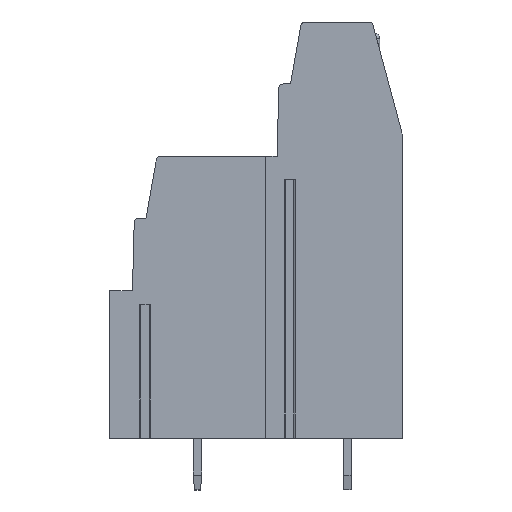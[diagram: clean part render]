
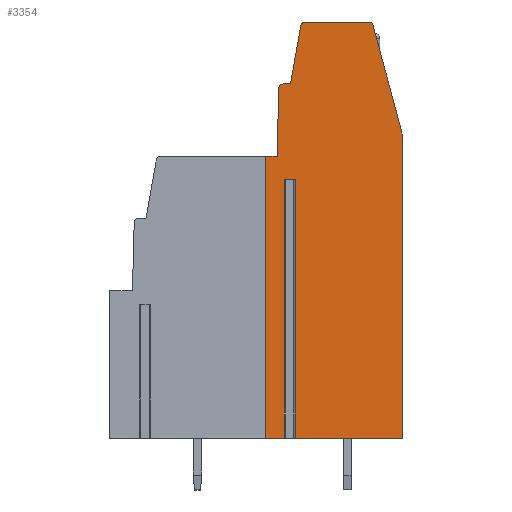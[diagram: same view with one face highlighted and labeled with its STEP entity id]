
A CAD part, top view. The second image highlights one B-rep face of the part: STEP entity #3354.
In plain terms, the highlighted planar face has unit normal (0, 0, 1).
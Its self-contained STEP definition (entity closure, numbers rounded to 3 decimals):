
#40=DIRECTION('',(-1.,0.,0.));
#41=VECTOR('',#40,0.743);
#42=CARTESIAN_POINT('',(1.908,2.65,7.62));
#43=LINE('',#42,#41);
#44=DIRECTION('',(0.,-1.,0.));
#45=VECTOR('',#44,17.55);
#46=CARTESIAN_POINT('',(1.165,2.65,7.62));
#47=LINE('',#46,#45);
#48=DIRECTION('',(1.,0.,0.));
#49=VECTOR('',#48,1.228);
#50=CARTESIAN_POINT('',(-0.063,-14.9,7.62));
#51=LINE('',#50,#49);
#52=DIRECTION('',(-1.,0.,0.));
#53=VECTOR('',#52,0.75);
#54=CARTESIAN_POINT('',(0.687,4.2,7.62));
#55=LINE('',#54,#53);
#56=DIRECTION('',(-0.026,-1.,0.));
#57=VECTOR('',#56,4.609);
#58=CARTESIAN_POINT('',(0.808,8.808,7.62));
#59=LINE('',#58,#57);
#60=CARTESIAN_POINT('',(1.108,8.8,7.62));
#61=DIRECTION('',(0.,0.,1.));
#62=DIRECTION('',(0.,1.,0.));
#63=AXIS2_PLACEMENT_3D('',#60,#61,#62);
#65=DIRECTION('',(-1.,0.,0.));
#66=VECTOR('',#65,0.497);
#67=CARTESIAN_POINT('',(1.605,9.1,7.62));
#68=LINE('',#67,#66);
#69=DIRECTION('',(-0.174,-0.985,0.));
#70=VECTOR('',#69,4.013);
#71=CARTESIAN_POINT('',(2.301,13.052,7.62));
#72=LINE('',#71,#70);
#73=CARTESIAN_POINT('',(2.597,13.,7.62));
#74=DIRECTION('',(0.,0.,1.));
#75=DIRECTION('',(0.,1.,0.));
#76=AXIS2_PLACEMENT_3D('',#73,#74,#75);
#78=DIRECTION('',(-1.,0.,0.));
#79=VECTOR('',#78,4.31);
#80=CARTESIAN_POINT('',(6.907,13.3,7.62));
#81=LINE('',#80,#79);
#82=CARTESIAN_POINT('',(6.907,13.,7.62));
#83=DIRECTION('',(0.,0.,1.));
#84=DIRECTION('',(0.966,0.259,0.));
#85=AXIS2_PLACEMENT_3D('',#82,#83,#84);
#87=CARTESIAN_POINT('',(8.187,5.518,7.62));
#88=DIRECTION('',(0.,0.,1.));
#89=DIRECTION('',(1.,0.,0.));
#90=AXIS2_PLACEMENT_3D('',#87,#88,#89);
#92=DIRECTION('',(0.,1.,0.));
#93=VECTOR('',#92,20.418);
#94=CARTESIAN_POINT('',(9.187,-14.9,7.62));
#95=LINE('',#94,#93);
#96=DIRECTION('',(1.,0.,0.));
#97=VECTOR('',#96,7.279);
#98=CARTESIAN_POINT('',(1.908,-14.9,7.62));
#99=LINE('',#98,#97);
#100=DIRECTION('',(0.,-1.,0.));
#101=VECTOR('',#100,17.55);
#102=CARTESIAN_POINT('',(1.908,2.65,7.62));
#103=LINE('',#102,#101);
#659=DIRECTION('',(-0.259,0.966,0.));
#660=VECTOR('',#659,7.558);
#661=CARTESIAN_POINT('',(9.153,5.777,7.62));
#662=LINE('',#661,#660);
#1416=DIRECTION('',(0.,-1.,0.));
#1417=VECTOR('',#1416,19.1);
#1418=CARTESIAN_POINT('',(-0.063,4.2,7.62));
#1419=LINE('',#1418,#1417);
#2609=CARTESIAN_POINT('',(9.187,-14.9,7.62));
#2610=CARTESIAN_POINT('',(9.187,5.518,7.62));
#2611=VERTEX_POINT('',#2609);
#2612=VERTEX_POINT('',#2610);
#2613=CARTESIAN_POINT('',(9.153,5.777,7.62));
#2614=VERTEX_POINT('',#2613);
#2615=CARTESIAN_POINT('',(7.197,13.078,7.62));
#2616=CARTESIAN_POINT('',(6.907,13.3,7.62));
#2617=VERTEX_POINT('',#2615);
#2618=VERTEX_POINT('',#2616);
#2619=CARTESIAN_POINT('',(2.597,13.3,7.62));
#2620=VERTEX_POINT('',#2619);
#2621=CARTESIAN_POINT('',(2.301,13.052,7.62));
#2622=VERTEX_POINT('',#2621);
#2623=CARTESIAN_POINT('',(1.605,9.1,7.62));
#2624=VERTEX_POINT('',#2623);
#2625=CARTESIAN_POINT('',(1.108,9.1,7.62));
#2626=VERTEX_POINT('',#2625);
#2627=CARTESIAN_POINT('',(0.808,8.808,7.62));
#2628=VERTEX_POINT('',#2627);
#2629=CARTESIAN_POINT('',(0.687,4.2,7.62));
#2630=VERTEX_POINT('',#2629);
#2677=CARTESIAN_POINT('',(-0.063,-14.9,7.62));
#2679=VERTEX_POINT('',#2677);
#2685=CARTESIAN_POINT('',(-0.063,4.2,7.62));
#2686=VERTEX_POINT('',#2685);
#2761=CARTESIAN_POINT('',(1.908,2.65,7.62));
#2762=CARTESIAN_POINT('',(1.165,2.65,7.62));
#2763=VERTEX_POINT('',#2761);
#2764=VERTEX_POINT('',#2762);
#2765=CARTESIAN_POINT('',(1.908,-14.9,7.62));
#2766=VERTEX_POINT('',#2765);
#2767=CARTESIAN_POINT('',(1.165,-14.9,7.62));
#2768=VERTEX_POINT('',#2767);
#3313=CARTESIAN_POINT('',(0.,0.,7.62));
#3314=DIRECTION('',(0.,0.,1.));
#3315=DIRECTION('',(1.,0.,0.));
#3316=AXIS2_PLACEMENT_3D('',#3313,#3314,#3315);
#3317=PLANE('',#3316);
#3319=ORIENTED_EDGE('',*,*,#3318,.T.);
#3321=ORIENTED_EDGE('',*,*,#3320,.T.);
#3323=ORIENTED_EDGE('',*,*,#3322,.F.);
#3325=ORIENTED_EDGE('',*,*,#3324,.F.);
#3327=ORIENTED_EDGE('',*,*,#3326,.F.);
#3329=ORIENTED_EDGE('',*,*,#3328,.F.);
#3331=ORIENTED_EDGE('',*,*,#3330,.F.);
#3333=ORIENTED_EDGE('',*,*,#3332,.F.);
#3335=ORIENTED_EDGE('',*,*,#3334,.F.);
#3337=ORIENTED_EDGE('',*,*,#3336,.F.);
#3339=ORIENTED_EDGE('',*,*,#3338,.F.);
#3341=ORIENTED_EDGE('',*,*,#3340,.F.);
#3343=ORIENTED_EDGE('',*,*,#3342,.F.);
#3345=ORIENTED_EDGE('',*,*,#3344,.F.);
#3347=ORIENTED_EDGE('',*,*,#3346,.F.);
#3349=ORIENTED_EDGE('',*,*,#3348,.F.);
#3351=ORIENTED_EDGE('',*,*,#3350,.F.);
#3352=EDGE_LOOP('',(#3319,#3321,#3323,#3325,#3327,#3329,#3331,#3333,#3335,#3337,
#3339,#3341,#3343,#3345,#3347,#3349,#3351));
#3353=FACE_OUTER_BOUND('',#3352,.F.);
#64=CIRCLE('',#63,0.3);
#77=CIRCLE('',#76,0.3);
#86=CIRCLE('',#85,0.3);
#91=CIRCLE('',#90,1.);
#3318=EDGE_CURVE('',#2763,#2764,#43,.T.);
#3320=EDGE_CURVE('',#2764,#2768,#47,.T.);
#3322=EDGE_CURVE('',#2679,#2768,#51,.T.);
#3324=EDGE_CURVE('',#2686,#2679,#1419,.T.);
#3326=EDGE_CURVE('',#2630,#2686,#55,.T.);
#3328=EDGE_CURVE('',#2628,#2630,#59,.T.);
#3330=EDGE_CURVE('',#2626,#2628,#64,.T.);
#3332=EDGE_CURVE('',#2624,#2626,#68,.T.);
#3334=EDGE_CURVE('',#2622,#2624,#72,.T.);
#3336=EDGE_CURVE('',#2620,#2622,#77,.T.);
#3338=EDGE_CURVE('',#2618,#2620,#81,.T.);
#3340=EDGE_CURVE('',#2617,#2618,#86,.T.);
#3342=EDGE_CURVE('',#2614,#2617,#662,.T.);
#3344=EDGE_CURVE('',#2612,#2614,#91,.T.);
#3346=EDGE_CURVE('',#2611,#2612,#95,.T.);
#3348=EDGE_CURVE('',#2766,#2611,#99,.T.);
#3350=EDGE_CURVE('',#2763,#2766,#103,.T.);
#3354=ADVANCED_FACE('',(#3353),#3317,.T.);
